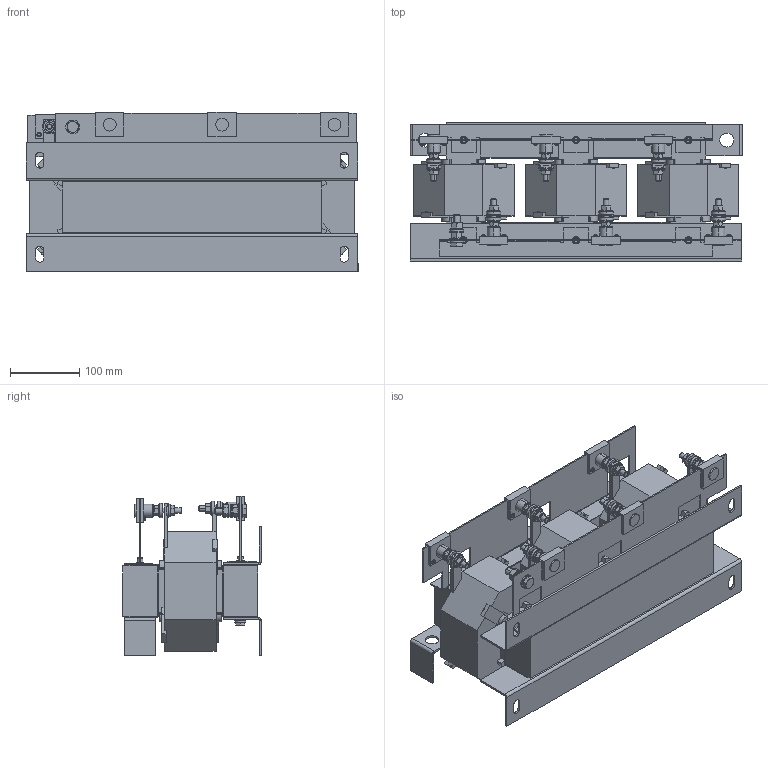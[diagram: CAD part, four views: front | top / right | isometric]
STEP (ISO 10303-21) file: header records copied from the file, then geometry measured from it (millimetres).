
FILE_DESCRIPTION (( 'STEP AP214' ), '1' );
FILE_NAME ('193993.STEP', '2020-05-29T00:53:09', ( '' ), ( '' ), 'SwSTEP 2.0', 'SolidWorks 2018', '' );
FILE_SCHEMA (( 'AUTOMOTIVE_DESIGN' ));
Length unit declared in the file: millimetre
Products named in the file (1): 193993
Bounding box: 480 x 200 x 229.9 mm (x, y, z)
Volume: 8629807.8 mm3; surface area: 850227.8 mm2
Topology: 1 solids, 1 shells, 1567 faces, 3911 edges, 2438 vertices
Faces by surface type: plane 941, cylinder 288, cone 208, bspline 114, torus 16
Entity records: 50637 total; most frequent: CARTESIAN_POINT 13949, ORIENTED_EDGE 7822, DIRECTION 7277, EDGE_CURVE 3911, AXIS2_PLACEMENT_3D 2440, VERTEX_POINT 2438, VECTOR 2397, LINE 2397
